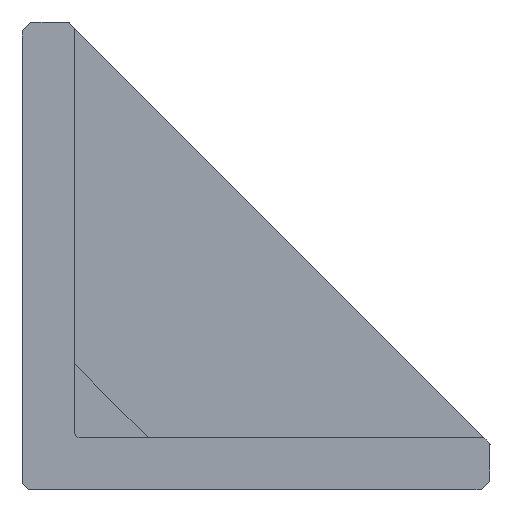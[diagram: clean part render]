
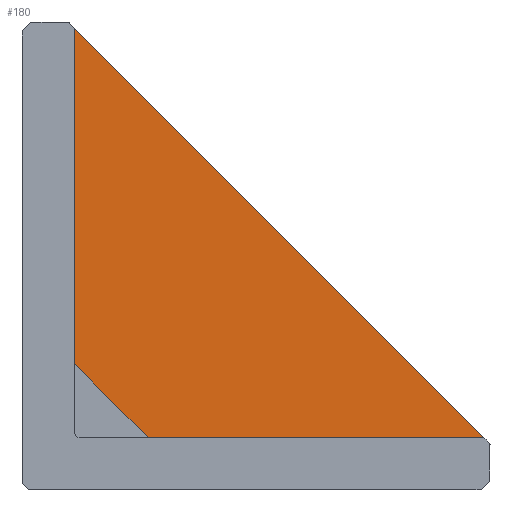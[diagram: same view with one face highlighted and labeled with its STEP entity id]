
A CAD part, left-side view. The second image highlights one B-rep face of the part: STEP entity #180.
In plain terms, the highlighted planar face has unit normal (-1, 0, 0).
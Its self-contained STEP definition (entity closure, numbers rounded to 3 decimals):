
#180=ADVANCED_FACE('',(#392),#393,.F.);
#392=FACE_OUTER_BOUND('',#633,.T.);
#393=PLANE('',#634);
#633=EDGE_LOOP('',(#1119,#1120,#1121,#1122,#1123,#1124,#1125,#1126,#1127,#1128,#1129,#1130));
#634=AXIS2_PLACEMENT_3D('',#1131,#1132,#1133);
#1119=ORIENTED_EDGE('',*,*,#1673,.F.);
#1120=ORIENTED_EDGE('',*,*,#1674,.F.);
#1121=ORIENTED_EDGE('',*,*,#1654,.F.);
#1122=ORIENTED_EDGE('',*,*,#1534,.F.);
#1123=ORIENTED_EDGE('',*,*,#1518,.F.);
#1124=ORIENTED_EDGE('',*,*,#1502,.F.);
#1125=ORIENTED_EDGE('',*,*,#1486,.F.);
#1126=ORIENTED_EDGE('',*,*,#1495,.F.);
#1127=ORIENTED_EDGE('',*,*,#1511,.F.);
#1128=ORIENTED_EDGE('',*,*,#1527,.F.);
#1129=ORIENTED_EDGE('',*,*,#1554,.F.);
#1130=ORIENTED_EDGE('',*,*,#1665,.F.);
#1131=CARTESIAN_POINT('',(13.0,-32.01,32.012));
#1132=DIRECTION('',(1.0,0.0,0.));
#1133=DIRECTION('',(0.,0.0,1.0));
#1486=EDGE_CURVE('',#1784,#1786,#1787,.T.);
#1495=EDGE_CURVE('',#1798,#1784,#1800,.T.);
#1502=EDGE_CURVE('',#1786,#1810,#1811,.T.);
#1511=EDGE_CURVE('',#1822,#1798,#1824,.T.);
#1518=EDGE_CURVE('',#1810,#1834,#1835,.T.);
#1527=EDGE_CURVE('',#1846,#1822,#1848,.T.);
#1534=EDGE_CURVE('',#1834,#1858,#1859,.T.);
#1554=EDGE_CURVE('',#1885,#1846,#1887,.T.);
#1654=EDGE_CURVE('',#1858,#1900,#2058,.F.);
#1665=EDGE_CURVE('',#2069,#1885,#2070,.T.);
#1673=EDGE_CURVE('',#2081,#2069,#2082,.F.);
#1674=EDGE_CURVE('',#1900,#2081,#2083,.F.);
#1784=VERTEX_POINT('',#2226);
#1786=VERTEX_POINT('',#2229);
#1787=LINE('',#2230,#2231);
#1798=VERTEX_POINT('',#2247);
#1800=LINE('',#2250,#2251);
#1810=VERTEX_POINT('',#2265);
#1811=LINE('',#2266,#2267);
#1822=VERTEX_POINT('',#2283);
#1824=LINE('',#2286,#2287);
#1834=VERTEX_POINT('',#2301);
#1835=LINE('',#2302,#2303);
#1846=VERTEX_POINT('',#2319);
#1848=LINE('',#2322,#2323);
#1858=VERTEX_POINT('',#2337);
#1859=LINE('',#2338,#2339);
#1885=VERTEX_POINT('',#2378);
#1887=LINE('',#2381,#2382);
#1900=VERTEX_POINT('',#2400);
#2058=LINE('',#2601,#2602);
#2069=VERTEX_POINT('',#2622);
#2070=LINE('',#2623,#2624);
#2081=VERTEX_POINT('',#2640);
#2082=LINE('',#2641,#2642);
#2083=LINE('',#2643,#2644);
#2226=CARTESIAN_POINT('',(13.0,-8.726,8.859));
#2229=CARTESIAN_POINT('',(13.0,-8.607,9.039));
#2230=CARTESIAN_POINT('',(13.0,-6.868,11.682));
#2231=VECTOR('',#2824,1.0);
#2247=CARTESIAN_POINT('',(13.0,-8.884,8.705));
#2250=CARTESIAN_POINT('',(13.0,-8.948,8.643));
#2251=VECTOR('',#2831,1.0);
#2265=CARTESIAN_POINT('',(13.0,-8.535,9.225));
#2266=CARTESIAN_POINT('',(13.0,-6.227,15.119));
#2267=VECTOR('',#2836,1.0);
#2283=CARTESIAN_POINT('',(13.0,-9.07,8.591));
#2286=CARTESIAN_POINT('',(13.0,-12.116,6.73));
#2287=VECTOR('',#2843,1.0);
#2301=CARTESIAN_POINT('',(13.0,-8.502,9.397));
#2302=CARTESIAN_POINT('',(13.0,-6.863,18.214));
#2303=VECTOR('',#2848,1.0);
#2319=CARTESIAN_POINT('',(13.0,-9.263,8.524));
#2322=CARTESIAN_POINT('',(13.0,-15.653,6.295));
#2323=VECTOR('',#2855,1.0);
#2337=CARTESIAN_POINT('',(13.0,-8.5,9.5));
#2338=CARTESIAN_POINT('',(13.0,-8.239,20.47));
#2339=VECTOR('',#2860,1.0);
#2378=CARTESIAN_POINT('',(13.0,-9.432,8.5));
#2381=CARTESIAN_POINT('',(13.0,-18.772,7.171));
#2382=VECTOR('',#2875,1.0);
#2400=CARTESIAN_POINT('',(13.0,-8.5,74.876));
#2601=CARTESIAN_POINT('',(13.0,-8.5,20.256));
#2602=VECTOR('',#3020,1.0);
#2622=CARTESIAN_POINT('',(13.0,-74.996,8.5));
#2623=CARTESIAN_POINT('',(13.0,-20.721,8.5));
#2624=VECTOR('',#3030,1.0);
#2640=CARTESIAN_POINT('',(13.0,-8.5,75.));
#2641=CARTESIAN_POINT('',(13.0,-25.124,58.375));
#2642=VECTOR('',#3036,1.0);
#2643=CARTESIAN_POINT('',(13.0,-8.5,20.256));
#2644=VECTOR('',#3037,1.0);
#2824=DIRECTION('',(0.,0.55,0.835));
#2831=DIRECTION('',(0.,0.718,0.696));
#2836=DIRECTION('',(0.,0.365,0.931));
#2843=DIRECTION('',(0.,0.853,0.522));
#2848=DIRECTION('',(0.,0.183,0.983));
#2855=DIRECTION('',(0.,0.944,0.329));
#2860=DIRECTION('',(0.,0.024,1.));
#2875=DIRECTION('',(0.,0.99,0.141));
#3020=DIRECTION('',(0.,0.,-1.0));
#3030=DIRECTION('',(0.,1.0,0.));
#3036=DIRECTION('',(0.,0.707,0.707));
#3037=DIRECTION('',(0.,0.,-1.0));
